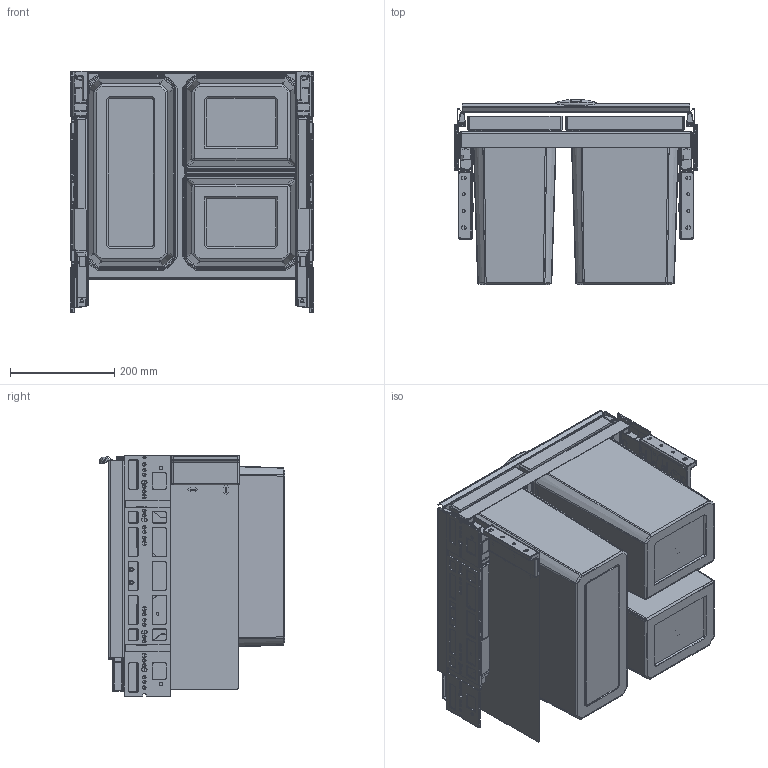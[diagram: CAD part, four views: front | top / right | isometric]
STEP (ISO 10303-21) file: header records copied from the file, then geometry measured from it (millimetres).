
FILE_DESCRIPTION(('STEP AP214'),'1');
FILE_NAME('8012302_V Cox Base 360 S_500-3.STP','2024-08-09T09:24:02',(' '),(' '),'Spatial InterOp 3D',' ',' ');
FILE_SCHEMA(('AUTOMOTIVE_DESIGN { 1 0 10303 214 1 1 1 1 }'));
Length unit declared in the file: millimetre
Products named in the file (1): 3D-Objekt
Bounding box: 468 x 355.76 x 464 mm (x, y, z)
Volume: 4424575 mm3; surface area: 3540238.6 mm2
Topology: 30 solids, 32 shells, 4406 faces, 11346 edges, 7084 vertices
Faces by surface type: plane 1812, cylinder 1668, torus 594, cone 130, bspline 108, sphere 78, extrusion 16
Entity records: 194628 total; most frequent: CARTESIAN_POINT 29912, DIRECTION 23716, ORIENTED_EDGE 22636, EDGE_CURVE 11318, STYLED_ITEM 10519, PRESENTATION_STYLE_ASSIGNMENT 10519, COLOUR_RGB 10519, CURVE_STYLE 9781
